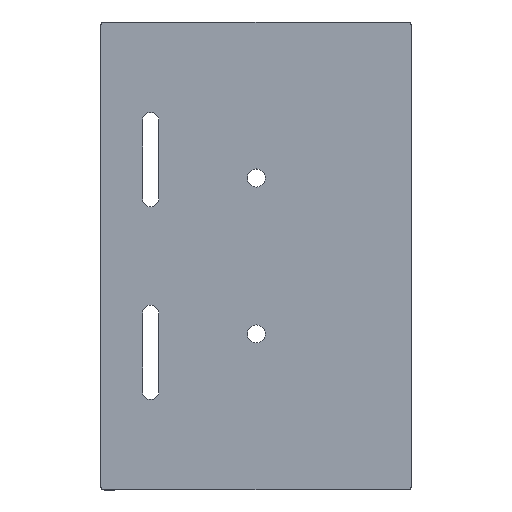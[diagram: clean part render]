
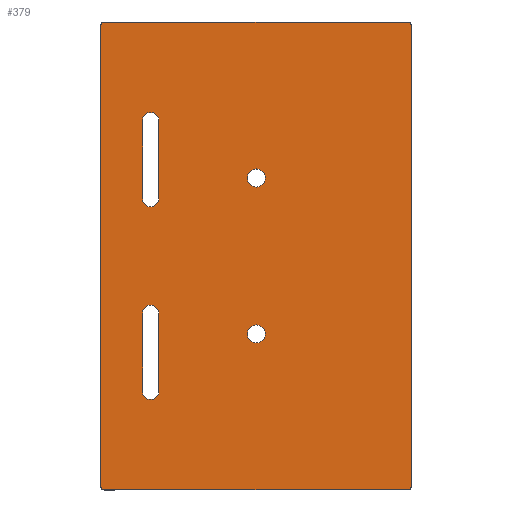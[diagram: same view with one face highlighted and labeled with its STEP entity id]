
A CAD part, top view. The second image highlights one B-rep face of the part: STEP entity #379.
In plain terms, the highlighted planar face has unit normal (0, 0, 1).
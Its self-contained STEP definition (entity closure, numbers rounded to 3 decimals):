
#15=FACE_BOUND('',#56,.T.);
#16=FACE_BOUND('',#57,.T.);
#17=FACE_BOUND('',#58,.T.);
#18=FACE_BOUND('',#59,.T.);
#23=PLANE('',#417);
#35=FACE_OUTER_BOUND('',#55,.T.);
#55=EDGE_LOOP('',(#267,#268,#269,#270,#271,#272,#273,#274));
#56=EDGE_LOOP('',(#275));
#57=EDGE_LOOP('',(#276));
#58=EDGE_LOOP('',(#277,#278,#279,#280));
#59=EDGE_LOOP('',(#281,#282,#283,#284));
#85=LINE('',#591,#119);
#86=LINE('',#595,#120);
#87=LINE('',#599,#121);
#88=LINE('',#602,#122);
#89=LINE('',#608,#123);
#90=LINE('',#610,#124);
#91=LINE('',#613,#125);
#92=LINE('',#616,#126);
#119=VECTOR('',#473,10.);
#120=VECTOR('',#476,10.);
#121=VECTOR('',#479,10.);
#122=VECTOR('',#482,10.);
#123=VECTOR('',#487,10.);
#124=VECTOR('',#488,10.);
#125=VECTOR('',#491,10.);
#126=VECTOR('',#494,10.);
#150=CIRCLE('',#413,1.);
#152=CIRCLE('',#416,1.);
#153=CIRCLE('',#418,0.5);
#154=CIRCLE('',#419,0.5);
#155=CIRCLE('',#420,0.5);
#156=CIRCLE('',#421,0.5);
#157=CIRCLE('',#422,1.1);
#158=CIRCLE('',#423,1.1);
#159=CIRCLE('',#424,1.);
#160=CIRCLE('',#425,1.);
#171=VERTEX_POINT('',#572);
#172=VERTEX_POINT('',#574);
#175=VERTEX_POINT('',#581);
#176=VERTEX_POINT('',#583);
#177=VERTEX_POINT('',#587);
#178=VERTEX_POINT('',#588);
#179=VERTEX_POINT('',#590);
#180=VERTEX_POINT('',#592);
#181=VERTEX_POINT('',#594);
#182=VERTEX_POINT('',#596);
#183=VERTEX_POINT('',#598);
#184=VERTEX_POINT('',#600);
#185=VERTEX_POINT('',#603);
#186=VERTEX_POINT('',#605);
#187=VERTEX_POINT('',#607);
#188=VERTEX_POINT('',#609);
#189=VERTEX_POINT('',#612);
#190=VERTEX_POINT('',#614);
#207=EDGE_CURVE('',#172,#171,#150,.T.);
#211=EDGE_CURVE('',#176,#175,#152,.T.);
#213=EDGE_CURVE('',#177,#178,#153,.T.);
#214=EDGE_CURVE('',#179,#177,#85,.F.);
#215=EDGE_CURVE('',#180,#179,#154,.T.);
#216=EDGE_CURVE('',#181,#180,#86,.T.);
#217=EDGE_CURVE('',#182,#181,#155,.T.);
#218=EDGE_CURVE('',#183,#182,#87,.T.);
#219=EDGE_CURVE('',#184,#183,#156,.T.);
#220=EDGE_CURVE('',#178,#184,#88,.T.);
#221=EDGE_CURVE('',#185,#185,#157,.T.);
#222=EDGE_CURVE('',#186,#186,#158,.T.);
#223=EDGE_CURVE('',#187,#176,#89,.T.);
#224=EDGE_CURVE('',#175,#188,#90,.T.);
#225=EDGE_CURVE('',#188,#187,#159,.T.);
#226=EDGE_CURVE('',#171,#189,#91,.T.);
#227=EDGE_CURVE('',#189,#190,#160,.T.);
#228=EDGE_CURVE('',#190,#172,#92,.T.);
#267=ORIENTED_EDGE('',*,*,#213,.F.);
#268=ORIENTED_EDGE('',*,*,#214,.F.);
#269=ORIENTED_EDGE('',*,*,#215,.F.);
#270=ORIENTED_EDGE('',*,*,#216,.F.);
#271=ORIENTED_EDGE('',*,*,#217,.F.);
#272=ORIENTED_EDGE('',*,*,#218,.F.);
#273=ORIENTED_EDGE('',*,*,#219,.F.);
#274=ORIENTED_EDGE('',*,*,#220,.F.);
#275=ORIENTED_EDGE('',*,*,#221,.F.);
#276=ORIENTED_EDGE('',*,*,#222,.F.);
#277=ORIENTED_EDGE('',*,*,#223,.T.);
#278=ORIENTED_EDGE('',*,*,#211,.T.);
#279=ORIENTED_EDGE('',*,*,#224,.T.);
#280=ORIENTED_EDGE('',*,*,#225,.T.);
#281=ORIENTED_EDGE('',*,*,#226,.T.);
#282=ORIENTED_EDGE('',*,*,#227,.T.);
#283=ORIENTED_EDGE('',*,*,#228,.T.);
#284=ORIENTED_EDGE('',*,*,#207,.T.);
#379=ADVANCED_FACE('',(#35,#15,#16,#17,#18),#23,.F.);
#413=AXIS2_PLACEMENT_3D('',#575,#458,#459);
#416=AXIS2_PLACEMENT_3D('',#584,#466,#467);
#417=AXIS2_PLACEMENT_3D('',#586,#469,#470);
#418=AXIS2_PLACEMENT_3D('',#589,#471,#472);
#419=AXIS2_PLACEMENT_3D('',#593,#474,#475);
#420=AXIS2_PLACEMENT_3D('',#597,#477,#478);
#421=AXIS2_PLACEMENT_3D('',#601,#480,#481);
#422=AXIS2_PLACEMENT_3D('',#604,#483,#484);
#423=AXIS2_PLACEMENT_3D('',#606,#485,#486);
#424=AXIS2_PLACEMENT_3D('',#611,#489,#490);
#425=AXIS2_PLACEMENT_3D('',#615,#492,#493);
#458=DIRECTION('center_axis',(0.,0.,
-1.));
#459=DIRECTION('ref_axis',(-1.,0.,0.));
#466=DIRECTION('center_axis',(0.,0.,
-1.));
#467=DIRECTION('ref_axis',(1.,0.,0.));
#469=DIRECTION('center_axis',(0.,0.,
-1.));
#470=DIRECTION('ref_axis',(1.,0.,0.));
#471=DIRECTION('center_axis',(0.,0.,
-1.));
#472=DIRECTION('ref_axis',(-0.707,0.707,0.));
#473=DIRECTION('',(0.,-1.,0.));
#474=DIRECTION('center_axis',(0.,0.,
-1.));
#475=DIRECTION('ref_axis',(-0.707,-0.707,0.));
#476=DIRECTION('',(-1.,0.,0.));
#477=DIRECTION('center_axis',(0.,0.,
-1.));
#478=DIRECTION('ref_axis',(0.707,-0.707,0.));
#479=DIRECTION('',(0.,-1.,0.));
#480=DIRECTION('center_axis',(0.,0.,
-1.));
#481=DIRECTION('ref_axis',(0.707,0.707,0.));
#482=DIRECTION('',(1.,0.,0.));
#483=DIRECTION('center_axis',(0.,0.,
1.));
#484=DIRECTION('ref_axis',(1.,0.,0.));
#485=DIRECTION('center_axis',(0.,0.,
1.));
#486=DIRECTION('ref_axis',(1.,0.,0.));
#487=DIRECTION('',(0.,-1.,0.));
#488=DIRECTION('',(0.,1.,0.));
#489=DIRECTION('center_axis',(0.,0.,
-1.));
#490=DIRECTION('ref_axis',(-1.,0.,0.));
#491=DIRECTION('',(0.,-1.,0.));
#492=DIRECTION('center_axis',(0.,0.,
-1.));
#493=DIRECTION('ref_axis',(1.,0.,0.));
#494=DIRECTION('',(0.,1.,0.));
#572=CARTESIAN_POINT('',(101.375,-40.014,-3.));
#574=CARTESIAN_POINT('',(99.375,-40.014,-3.));
#575=CARTESIAN_POINT('Origin',(100.375,-40.014,-3.));
#581=CARTESIAN_POINT('',(99.375,-73.064,-3.));
#583=CARTESIAN_POINT('',(101.375,-73.064,-3.));
#584=CARTESIAN_POINT('Origin',(100.375,-73.064,-3.));
#586=CARTESIAN_POINT('Origin',(113.275,-56.539,-3.));
#587=CARTESIAN_POINT('',(94.245,-28.464,-3.));
#588=CARTESIAN_POINT('',(94.745,-27.964,-3.));
#589=CARTESIAN_POINT('Origin',(94.745,-28.464,-3.));
#590=CARTESIAN_POINT('',(94.245,-84.614,-3.));
#591=CARTESIAN_POINT('',(94.245,-70.826,-3.));
#592=CARTESIAN_POINT('',(94.745,-85.114,-3.));
#593=CARTESIAN_POINT('Origin',(94.745,-84.614,-3.));
#594=CARTESIAN_POINT('',(131.725,-85.113,-3.));
#595=CARTESIAN_POINT('',(122.75,-85.113,-3.));
#596=CARTESIAN_POINT('',(132.225,-84.613,-3.));
#597=CARTESIAN_POINT('Origin',(131.725,-84.613,-3.));
#598=CARTESIAN_POINT('',(132.225,-28.463,-3.));
#599=CARTESIAN_POINT('',(132.225,-42.251,-3.));
#600=CARTESIAN_POINT('',(131.725,-27.963,-3.));
#601=CARTESIAN_POINT('Origin',(131.725,-28.463,-3.));
#602=CARTESIAN_POINT('',(103.8,-27.964,-3.));
#603=CARTESIAN_POINT('',(112.175,-66.063,-3.));
#604=CARTESIAN_POINT('Origin',(113.275,-66.063,-3.));
#605=CARTESIAN_POINT('',(112.175,-47.014,-3.));
#606=CARTESIAN_POINT('Origin',(113.275,-47.014,-3.));
#607=CARTESIAN_POINT('',(101.375,-63.539,-3.));
#608=CARTESIAN_POINT('',(101.375,-68.301,-3.));
#609=CARTESIAN_POINT('',(99.375,-63.539,-3.));
#610=CARTESIAN_POINT('',(99.375,-62.42,-3.));
#611=CARTESIAN_POINT('Origin',(100.375,-63.539,-3.));
#612=CARTESIAN_POINT('',(101.375,-49.539,-3.));
#613=CARTESIAN_POINT('',(101.375,-50.657,-3.));
#614=CARTESIAN_POINT('',(99.375,-49.539,-3.));
#615=CARTESIAN_POINT('Origin',(100.375,-49.539,-3.));
#616=CARTESIAN_POINT('',(99.375,-49.539,-3.));
